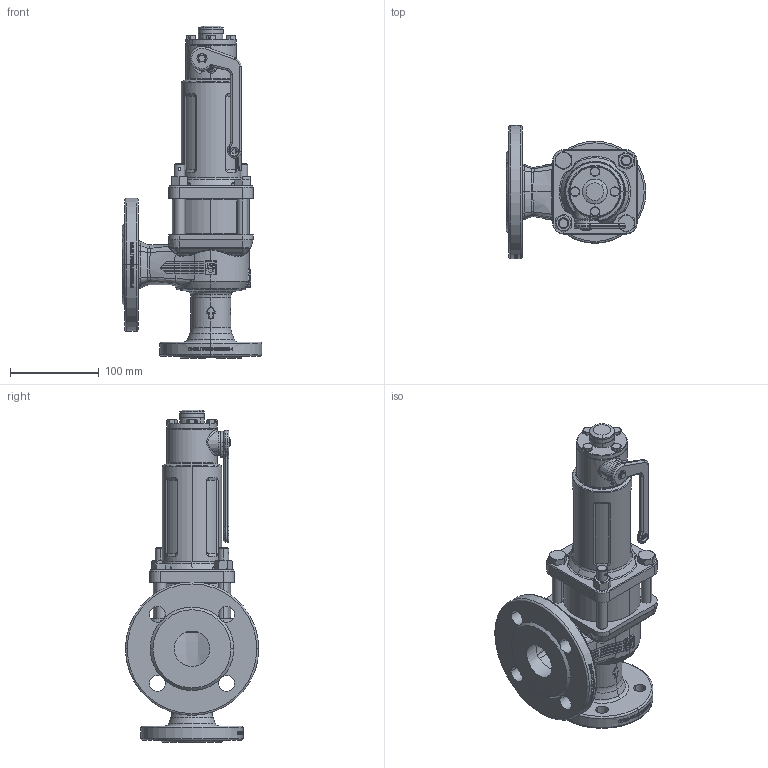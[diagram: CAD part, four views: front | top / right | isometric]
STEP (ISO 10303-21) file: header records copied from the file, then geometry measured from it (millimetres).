
FILE_DESCRIPTION(('HOOPS Exchange Step'),'2;1');
FILE_NAME('SF0412_DN25_DN25-40.stp','2025-06-26T08:40:54+02:00',('nieru'),('Unknown organisation'),'HOOPS Exchange 2024.2','HOOPS Exchange','Unknown authorisation');
FILE_SCHEMA( ('AP203_CONFIGURATION_CONTROLLED_3D_DESIGN_OF_MECHANICAL_PARTS_AND_ASSEMBLIES_MIM_LF') );
Length unit declared in the file: millimetre
Products named in the file (2): 0; root
Assembly tree (1 placements, depth 2):
  root
    0
Bounding box: 157.5 x 150 x 374 mm (x, y, z)
Volume: 1121389.9 mm3; surface area: 321073.8 mm2
Topology: 22 solids, 22 shells, 2286 faces, 5626 edges, 3452 vertices
Faces by surface type: bspline 758, plane 577, cylinder 473, cone 231, torus 118, extrusion 100, sphere 29
Full cylindrical faces by diameter (mm): 26 x1, 28 x1
Entity records: 147795 total; most frequent: CARTESIAN_POINT 101050, ORIENTED_EDGE 11122, DIRECTION 7268, EDGE_CURVE 5561, VERTEX_POINT 3452, AXIS2_PLACEMENT_3D 2821, B_SPLINE_CURVE_WITH_KNOTS 2616, EDGE_LOOP 2499
